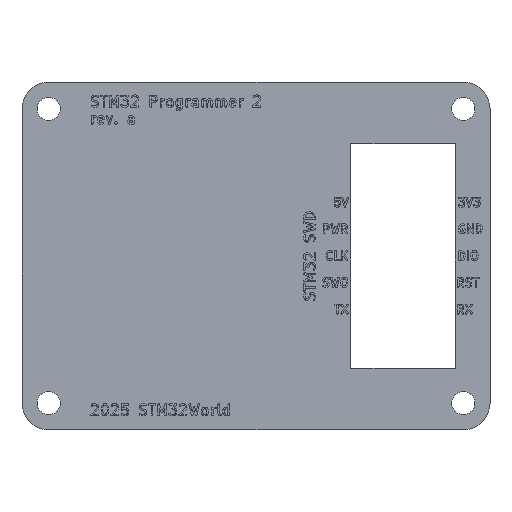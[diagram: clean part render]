
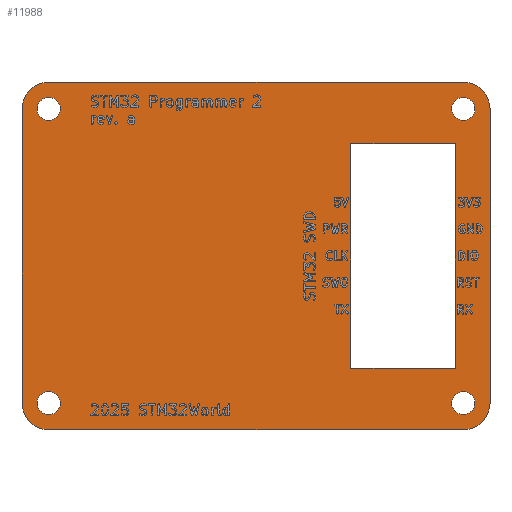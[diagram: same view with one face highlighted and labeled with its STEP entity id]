
A CAD part, top view. The second image highlights one B-rep face of the part: STEP entity #11988.
In plain terms, the highlighted planar face has unit normal (0, 0, 1).
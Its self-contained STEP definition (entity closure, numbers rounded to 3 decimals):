
#11761 = VERTEX_POINT('',#11762);
#11762 = CARTESIAN_POINT('',(143.51,-72.39,1.11));
#11768 = EDGE_CURVE('',#11761,#11769,#11771,.T.);
#11769 = VERTEX_POINT('',#11770);
#11770 = CARTESIAN_POINT('',(146.05,-74.93,1.11));
#11771 = CIRCLE('',#11772,2.54);
#11772 = AXIS2_PLACEMENT_3D('',#11773,#11774,#11775);
#11773 = CARTESIAN_POINT('',(143.51,-74.93,1.11));
#11774 = DIRECTION('',(0.,0.,-1.));
#11775 = DIRECTION('',(0.,1.,0.));
#11803 = VERTEX_POINT('',#11804);
#11804 = CARTESIAN_POINT('',(104.14,-72.39,1.11));
#11810 = EDGE_CURVE('',#11803,#11761,#11811,.T.);
#11811 = LINE('',#11812,#11813);
#11812 = CARTESIAN_POINT('',(104.14,-72.39,1.11));
#11813 = VECTOR('',#11814,1.);
#11814 = DIRECTION('',(1.,0.,0.));
#11832 = EDGE_CURVE('',#11769,#11833,#11835,.T.);
#11833 = VERTEX_POINT('',#11834);
#11834 = CARTESIAN_POINT('',(146.05,-102.87,1.11));
#11835 = LINE('',#11836,#11837);
#11836 = CARTESIAN_POINT('',(146.05,-74.93,1.11));
#11837 = VECTOR('',#11838,1.);
#11838 = DIRECTION('',(0.,-1.,0.));
#11988 = ADVANCED_FACE('',(#11989,#12035,#12046,#12057,#12068,#12102),
  #12113,.T.);
#11989 = FACE_BOUND('',#11990,.T.);
#11990 = EDGE_LOOP('',(#11991,#11992,#11993,#12002,#12010,#12019,#12027,
    #12034));
#11991 = ORIENTED_EDGE('',*,*,#11768,.F.);
#11992 = ORIENTED_EDGE('',*,*,#11810,.F.);
#11993 = ORIENTED_EDGE('',*,*,#11994,.F.);
#11994 = EDGE_CURVE('',#11995,#11803,#11997,.T.);
#11995 = VERTEX_POINT('',#11996);
#11996 = CARTESIAN_POINT('',(101.6,-74.93,1.11));
#11997 = CIRCLE('',#11998,2.54);
#11998 = AXIS2_PLACEMENT_3D('',#11999,#12000,#12001);
#11999 = CARTESIAN_POINT('',(104.14,-74.93,1.11));
#12000 = DIRECTION('',(0.,0.,-1.));
#12001 = DIRECTION('',(-1.,0.,0.));
#12002 = ORIENTED_EDGE('',*,*,#12003,.F.);
#12003 = EDGE_CURVE('',#12004,#11995,#12006,.T.);
#12004 = VERTEX_POINT('',#12005);
#12005 = CARTESIAN_POINT('',(101.6,-102.87,1.11));
#12006 = LINE('',#12007,#12008);
#12007 = CARTESIAN_POINT('',(101.6,-102.87,1.11));
#12008 = VECTOR('',#12009,1.);
#12009 = DIRECTION('',(0.,1.,0.));
#12010 = ORIENTED_EDGE('',*,*,#12011,.F.);
#12011 = EDGE_CURVE('',#12012,#12004,#12014,.T.);
#12012 = VERTEX_POINT('',#12013);
#12013 = CARTESIAN_POINT('',(104.14,-105.41,1.11));
#12014 = CIRCLE('',#12015,2.54);
#12015 = AXIS2_PLACEMENT_3D('',#12016,#12017,#12018);
#12016 = CARTESIAN_POINT('',(104.14,-102.87,1.11));
#12017 = DIRECTION('',(0.,0.,-1.));
#12018 = DIRECTION('',(0.,-1.,-0.));
#12019 = ORIENTED_EDGE('',*,*,#12020,.F.);
#12020 = EDGE_CURVE('',#12021,#12012,#12023,.T.);
#12021 = VERTEX_POINT('',#12022);
#12022 = CARTESIAN_POINT('',(143.51,-105.41,1.11));
#12023 = LINE('',#12024,#12025);
#12024 = CARTESIAN_POINT('',(143.51,-105.41,1.11));
#12025 = VECTOR('',#12026,1.);
#12026 = DIRECTION('',(-1.,0.,0.));
#12027 = ORIENTED_EDGE('',*,*,#12028,.F.);
#12028 = EDGE_CURVE('',#11833,#12021,#12029,.T.);
#12029 = CIRCLE('',#12030,2.54);
#12030 = AXIS2_PLACEMENT_3D('',#12031,#12032,#12033);
#12031 = CARTESIAN_POINT('',(143.51,-102.87,1.11));
#12032 = DIRECTION('',(0.,0.,-1.));
#12033 = DIRECTION('',(1.,0.,0.));
#12034 = ORIENTED_EDGE('',*,*,#11832,.F.);
#12035 = FACE_BOUND('',#12036,.T.);
#12036 = EDGE_LOOP('',(#12037));
#12037 = ORIENTED_EDGE('',*,*,#12038,.T.);
#12038 = EDGE_CURVE('',#12039,#12039,#12041,.T.);
#12039 = VERTEX_POINT('',#12040);
#12040 = CARTESIAN_POINT('',(104.14,-103.97,1.11));
#12041 = CIRCLE('',#12042,1.1);
#12042 = AXIS2_PLACEMENT_3D('',#12043,#12044,#12045);
#12043 = CARTESIAN_POINT('',(104.14,-102.87,1.11));
#12044 = DIRECTION('',(-0.,0.,-1.));
#12045 = DIRECTION('',(-0.,-1.,0.));
#12046 = FACE_BOUND('',#12047,.T.);
#12047 = EDGE_LOOP('',(#12048));
#12048 = ORIENTED_EDGE('',*,*,#12049,.T.);
#12049 = EDGE_CURVE('',#12050,#12050,#12052,.T.);
#12050 = VERTEX_POINT('',#12051);
#12051 = CARTESIAN_POINT('',(143.51,-103.97,1.11));
#12052 = CIRCLE('',#12053,1.1);
#12053 = AXIS2_PLACEMENT_3D('',#12054,#12055,#12056);
#12054 = CARTESIAN_POINT('',(143.51,-102.87,1.11));
#12055 = DIRECTION('',(-0.,0.,-1.));
#12056 = DIRECTION('',(0.,-1.,0.));
#12057 = FACE_BOUND('',#12058,.T.);
#12058 = EDGE_LOOP('',(#12059));
#12059 = ORIENTED_EDGE('',*,*,#12060,.T.);
#12060 = EDGE_CURVE('',#12061,#12061,#12063,.T.);
#12061 = VERTEX_POINT('',#12062);
#12062 = CARTESIAN_POINT('',(104.14,-76.03,1.11));
#12063 = CIRCLE('',#12064,1.1);
#12064 = AXIS2_PLACEMENT_3D('',#12065,#12066,#12067);
#12065 = CARTESIAN_POINT('',(104.14,-74.93,1.11));
#12066 = DIRECTION('',(-0.,0.,-1.));
#12067 = DIRECTION('',(-0.,-1.,0.));
#12068 = FACE_BOUND('',#12069,.T.);
#12069 = EDGE_LOOP('',(#12070,#12080,#12088,#12096));
#12070 = ORIENTED_EDGE('',*,*,#12071,.F.);
#12071 = EDGE_CURVE('',#12072,#12074,#12076,.T.);
#12072 = VERTEX_POINT('',#12073);
#12073 = CARTESIAN_POINT('',(132.842,-99.568,1.11));
#12074 = VERTEX_POINT('',#12075);
#12075 = CARTESIAN_POINT('',(142.748,-99.568,1.11));
#12076 = LINE('',#12077,#12078);
#12077 = CARTESIAN_POINT('',(132.842,-99.568,1.11));
#12078 = VECTOR('',#12079,1.);
#12079 = DIRECTION('',(1.,0.,0.));
#12080 = ORIENTED_EDGE('',*,*,#12081,.F.);
#12081 = EDGE_CURVE('',#12082,#12072,#12084,.T.);
#12082 = VERTEX_POINT('',#12083);
#12083 = CARTESIAN_POINT('',(132.842,-78.232,1.11));
#12084 = LINE('',#12085,#12086);
#12085 = CARTESIAN_POINT('',(132.842,-78.232,1.11));
#12086 = VECTOR('',#12087,1.);
#12087 = DIRECTION('',(0.,-1.,0.));
#12088 = ORIENTED_EDGE('',*,*,#12089,.F.);
#12089 = EDGE_CURVE('',#12090,#12082,#12092,.T.);
#12090 = VERTEX_POINT('',#12091);
#12091 = CARTESIAN_POINT('',(142.748,-78.232,1.11));
#12092 = LINE('',#12093,#12094);
#12093 = CARTESIAN_POINT('',(142.748,-78.232,1.11));
#12094 = VECTOR('',#12095,1.);
#12095 = DIRECTION('',(-1.,0.,0.));
#12096 = ORIENTED_EDGE('',*,*,#12097,.F.);
#12097 = EDGE_CURVE('',#12074,#12090,#12098,.T.);
#12098 = LINE('',#12099,#12100);
#12099 = CARTESIAN_POINT('',(142.748,-99.568,1.11));
#12100 = VECTOR('',#12101,1.);
#12101 = DIRECTION('',(0.,1.,0.));
#12102 = FACE_BOUND('',#12103,.T.);
#12103 = EDGE_LOOP('',(#12104));
#12104 = ORIENTED_EDGE('',*,*,#12105,.T.);
#12105 = EDGE_CURVE('',#12106,#12106,#12108,.T.);
#12106 = VERTEX_POINT('',#12107);
#12107 = CARTESIAN_POINT('',(143.51,-76.03,1.11));
#12108 = CIRCLE('',#12109,1.1);
#12109 = AXIS2_PLACEMENT_3D('',#12110,#12111,#12112);
#12110 = CARTESIAN_POINT('',(143.51,-74.93,1.11));
#12111 = DIRECTION('',(-0.,0.,-1.));
#12112 = DIRECTION('',(0.,-1.,0.));
#12113 = PLANE('',#12114);
#12114 = AXIS2_PLACEMENT_3D('',#12115,#12116,#12117);
#12115 = CARTESIAN_POINT('',(0.,0.,1.11));
#12116 = DIRECTION('',(0.,0.,1.));
#12117 = DIRECTION('',(1.,0.,-0.));
